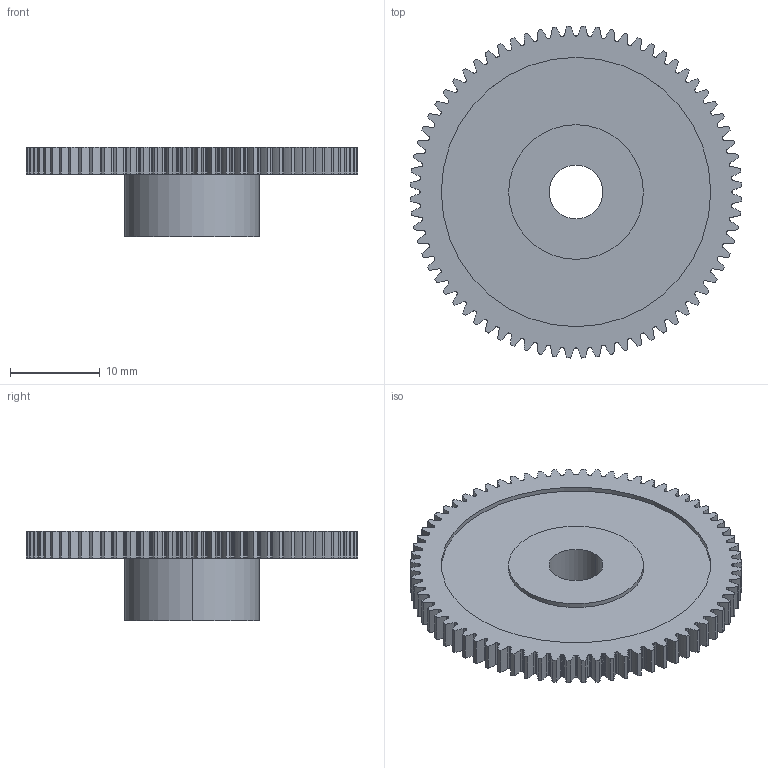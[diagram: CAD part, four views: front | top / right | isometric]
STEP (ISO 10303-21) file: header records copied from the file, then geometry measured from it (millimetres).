
FILE_DESCRIPTION (( 'STEP AP214' ), '1' );
FILE_NAME ('119-005-072.step', '2010-07-19T13:53:40', ( 'WMH Herion Antriebstechnik GmbH' ), ( 'WMH Herion Antriebstechnik GmbH' ), 'SwSTEP 2.0', 'SolidWorks 2010', '' );
FILE_SCHEMA (( 'AUTOMOTIVE_DESIGN' ));
Length unit declared in the file: millimetre
Products named in the file (1): 119-005-072
Bounding box: 36.98 x 36.98 x 10 mm (x, y, z)
Volume: 3467.1 mm3; surface area: 3297.2 mm2
Topology: 1 solids, 1 shells, 483 faces, 1431 edges, 954 vertices
Faces by surface type: cylinder 477, plane 6
Entity records: 16797 total; most frequent: DIRECTION 3353, CARTESIAN_POINT 2869, ORIENTED_EDGE 2862, AXIS2_PLACEMENT_3D 1438, EDGE_CURVE 1431, VERTEX_POINT 954, CIRCLE 954, EDGE_LOOP 489
